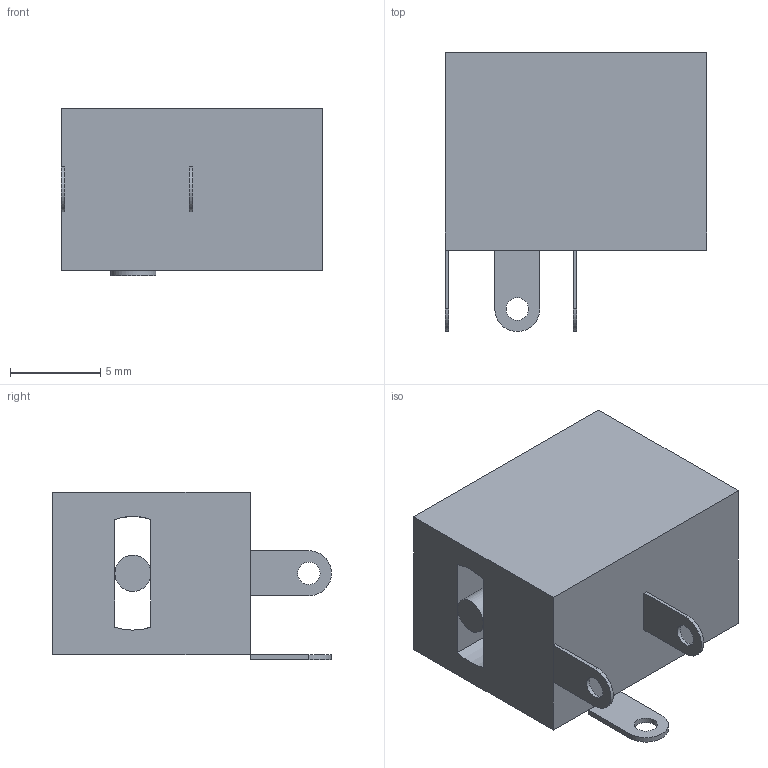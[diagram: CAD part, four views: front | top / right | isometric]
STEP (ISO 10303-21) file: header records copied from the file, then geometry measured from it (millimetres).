
FILE_DESCRIPTION(/* description */ (''),/* implementation_level */ '2;1');
FILE_NAME(/* name */ 'DC Jack v2.step',/* time_stamp */ '2018-10-13T15:13:55+11:00',/* author */ ('rupertqmoore'),/* organization */ (''),/* preprocessor_version */ 'ST-DEVELOPER v17.2',/* originating_system */ 'Autodesk Translation Framework v7.6.0.251',/* authorisation */ '');
FILE_SCHEMA (('AUTOMOTIVE_DESIGN { 1 0 10303 214 3 1 1 }'));
Length unit declared in the file: millimetre
Products named in the file (1): DC Jack
Bounding box: 14.5 x 15.45 x 9.3 mm (x, y, z)
Volume: 1072.9 mm3; surface area: 1175.1 mm2
Topology: 5 solids, 5 shells, 37 faces, 85 edges, 57 vertices
Faces by surface type: plane 28, cylinder 8, bspline 1
Full cylindrical faces by diameter (mm): 1.25 x3, 2 x1, 6.3 x1
Entity records: 1146 total; most frequent: CARTESIAN_POINT 223, DIRECTION 183, ORIENTED_EDGE 168, EDGE_CURVE 84, AXIS2_PLACEMENT_3D 62, LINE 59, VECTOR 59, VERTEX_POINT 57
